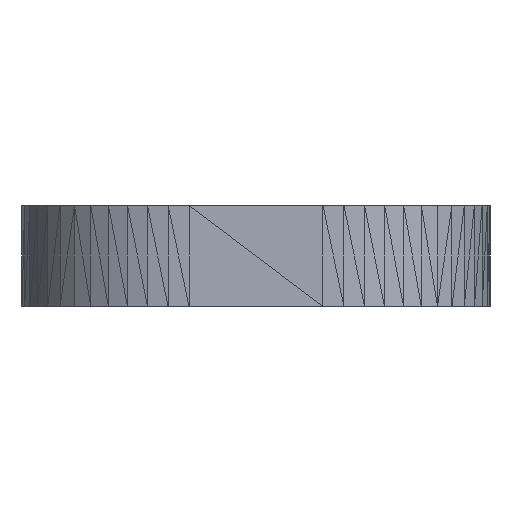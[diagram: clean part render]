
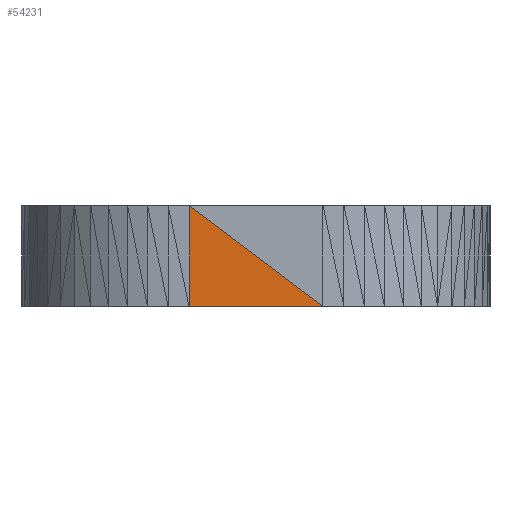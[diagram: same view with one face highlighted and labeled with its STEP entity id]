
A CAD part, left-side view. The second image highlights one B-rep face of the part: STEP entity #54231.
In plain terms, the highlighted planar face has unit normal (-1, 0, 0).
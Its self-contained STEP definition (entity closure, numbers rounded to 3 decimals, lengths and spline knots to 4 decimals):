
#54036 = VERTEX_POINT('',#54037);
#54037 = CARTESIAN_POINT('',(-26.,1.,1.5));
#54072 = PLANE('',#54073);
#54073 = AXIS2_PLACEMENT_3D('',#54074,#54075,#54076);
#54074 = CARTESIAN_POINT('',(-26.,-0.25,1.));
#54075 = DIRECTION('',(-1.,-0.,-0.));
#54076 = DIRECTION('',(0.,0.,-1.));
#54088 = VERTEX_POINT('',#54089);
#54089 = CARTESIAN_POINT('',(-26.,1.,0.));
#54110 = PLANE('',#54111);
#54111 = AXIS2_PLACEMENT_3D('',#54112,#54113,#54114);
#54112 = CARTESIAN_POINT('',(-25.9946,1.0864,
    0.8204));
#54113 = DIRECTION('',(-0.998,0.063,
    0.));
#54114 = DIRECTION('',(-0.063,-0.998,0.));
#54180 = EDGE_CURVE('',#54036,#54088,#54181,.T.);
#54181 = SURFACE_CURVE('',#54182,(#54186,#54193),.PCURVE_S1.);
#54182 = LINE('',#54183,#54184);
#54183 = CARTESIAN_POINT('',(-26.,1.,1.5));
#54184 = VECTOR('',#54185,1.);
#54185 = DIRECTION('',(0.,0.,-1.));
#54186 = PCURVE('',#54110,#54187);
#54187 = DEFINITIONAL_REPRESENTATION('',(#54188),#54192);
#54188 = LINE('',#54189,#54190);
#54189 = CARTESIAN_POINT('',(0.087,0.68));
#54190 = VECTOR('',#54191,1.);
#54191 = DIRECTION('',(0.,-1.));
#54192 = ( GEOMETRIC_REPRESENTATION_CONTEXT(2) 
PARAMETRIC_REPRESENTATION_CONTEXT() REPRESENTATION_CONTEXT('2D SPACE',''
  ) );
#54193 = PCURVE('',#54194,#54199);
#54194 = PLANE('',#54195);
#54195 = AXIS2_PLACEMENT_3D('',#54196,#54197,#54198);
#54196 = CARTESIAN_POINT('',(-26.,0.25,0.5));
#54197 = DIRECTION('',(-1.,-0.,-0.));
#54198 = DIRECTION('',(0.,0.,-1.));
#54199 = DEFINITIONAL_REPRESENTATION('',(#54200),#54204);
#54200 = LINE('',#54201,#54202);
#54201 = CARTESIAN_POINT('',(-1.,-0.75));
#54202 = VECTOR('',#54203,1.);
#54203 = DIRECTION('',(1.,0.));
#54204 = ( GEOMETRIC_REPRESENTATION_CONTEXT(2) 
PARAMETRIC_REPRESENTATION_CONTEXT() REPRESENTATION_CONTEXT('2D SPACE',''
  ) );
#54231 = ADVANCED_FACE('',(#54232),#54194,.T.);
#54232 = FACE_BOUND('',#54233,.T.);
#54233 = EDGE_LOOP('',(#54234,#54257,#54258));
#54234 = ORIENTED_EDGE('',*,*,#54235,.T.);
#54235 = EDGE_CURVE('',#54236,#54036,#54238,.T.);
#54236 = VERTEX_POINT('',#54237);
#54237 = CARTESIAN_POINT('',(-26.,-1.,0.));
#54238 = SURFACE_CURVE('',#54239,(#54243,#54250),.PCURVE_S1.);
#54239 = LINE('',#54240,#54241);
#54240 = CARTESIAN_POINT('',(-26.,-1.,0.));
#54241 = VECTOR('',#54242,1.);
#54242 = DIRECTION('',(0.,0.8,0.6));
#54243 = PCURVE('',#54194,#54244);
#54244 = DEFINITIONAL_REPRESENTATION('',(#54245),#54249);
#54245 = LINE('',#54246,#54247);
#54246 = CARTESIAN_POINT('',(0.5,1.25));
#54247 = VECTOR('',#54248,1.);
#54248 = DIRECTION('',(-0.6,-0.8));
#54249 = ( GEOMETRIC_REPRESENTATION_CONTEXT(2) 
PARAMETRIC_REPRESENTATION_CONTEXT() REPRESENTATION_CONTEXT('2D SPACE',''
  ) );
#54250 = PCURVE('',#54072,#54251);
#54251 = DEFINITIONAL_REPRESENTATION('',(#54252),#54256);
#54252 = LINE('',#54253,#54254);
#54253 = CARTESIAN_POINT('',(1.,0.75));
#54254 = VECTOR('',#54255,1.);
#54255 = DIRECTION('',(-0.6,-0.8));
#54256 = ( GEOMETRIC_REPRESENTATION_CONTEXT(2) 
PARAMETRIC_REPRESENTATION_CONTEXT() REPRESENTATION_CONTEXT('2D SPACE',''
  ) );
#54257 = ORIENTED_EDGE('',*,*,#54180,.T.);
#54258 = ORIENTED_EDGE('',*,*,#54259,.T.);
#54259 = EDGE_CURVE('',#54088,#54236,#54260,.T.);
#54260 = SURFACE_CURVE('',#54261,(#54265,#54272),.PCURVE_S1.);
#54261 = LINE('',#54262,#54263);
#54262 = CARTESIAN_POINT('',(-26.,1.,0.));
#54263 = VECTOR('',#54264,1.);
#54264 = DIRECTION('',(0.,-1.,0.));
#54265 = PCURVE('',#54194,#54266);
#54266 = DEFINITIONAL_REPRESENTATION('',(#54267),#54271);
#54267 = LINE('',#54268,#54269);
#54268 = CARTESIAN_POINT('',(0.5,-0.75));
#54269 = VECTOR('',#54270,1.);
#54270 = DIRECTION('',(0.,1.));
#54271 = ( GEOMETRIC_REPRESENTATION_CONTEXT(2) 
PARAMETRIC_REPRESENTATION_CONTEXT() REPRESENTATION_CONTEXT('2D SPACE',''
  ) );
#54272 = PCURVE('',#54273,#54278);
#54273 = PLANE('',#54274);
#54274 = AXIS2_PLACEMENT_3D('',#54275,#54276,#54277);
#54275 = CARTESIAN_POINT('',(-25.3942,0.,0.));
#54276 = DIRECTION('',(-0.,-0.,-1.));
#54277 = DIRECTION('',(-1.,0.,0.));
#54278 = DEFINITIONAL_REPRESENTATION('',(#54279),#54283);
#54279 = LINE('',#54280,#54281);
#54280 = CARTESIAN_POINT('',(0.606,1.));
#54281 = VECTOR('',#54282,1.);
#54282 = DIRECTION('',(0.,-1.));
#54283 = ( GEOMETRIC_REPRESENTATION_CONTEXT(2) 
PARAMETRIC_REPRESENTATION_CONTEXT() REPRESENTATION_CONTEXT('2D SPACE',''
  ) );
